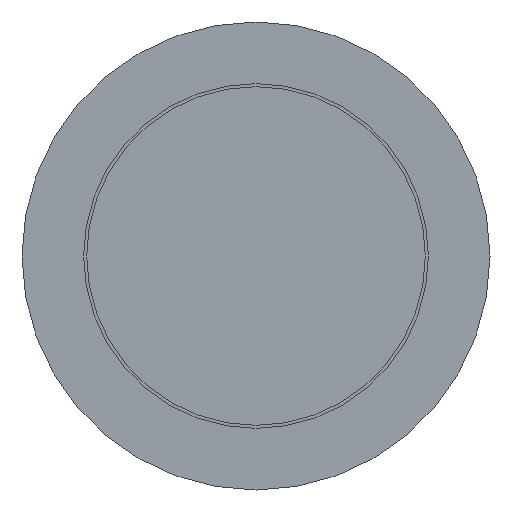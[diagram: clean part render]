
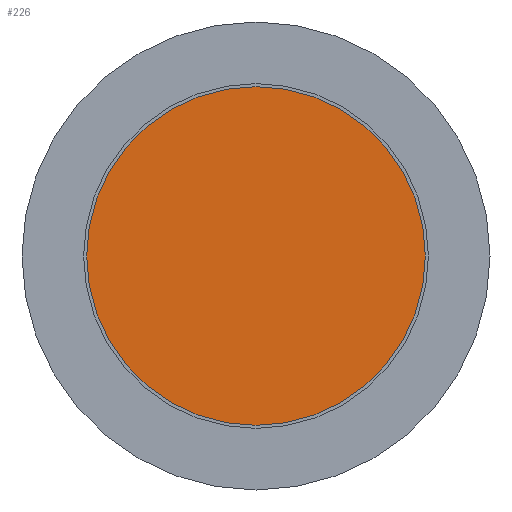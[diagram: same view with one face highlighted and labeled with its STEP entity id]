
A CAD part, front view. The second image highlights one B-rep face of the part: STEP entity #226.
In plain terms, the highlighted planar face has unit normal (0, -1, 0).
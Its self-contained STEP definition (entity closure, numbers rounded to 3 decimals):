
#6 = EDGE_CURVE ( 'NONE', #201, #201, #195, .T. ) ;
#22 = EDGE_LOOP ( 'NONE', ( #345 ) ) ;
#24 = DIRECTION ( 'NONE',  ( 0., -1., 0. ) ) ;
#44 = DIRECTION ( 'NONE',  ( 0., 1., 0. ) ) ;
#79 = CARTESIAN_POINT ( 'NONE',  ( 0., 0., -13.75 ) ) ;
#127 = CARTESIAN_POINT ( 'NONE',  ( -13.75, 0., 0. ) ) ;
#133 = AXIS2_PLACEMENT_3D ( 'NONE', #127, #44, #211 ) ;
#161 = FACE_OUTER_BOUND ( 'NONE', #22, .T. ) ;
#186 = AXIS2_PLACEMENT_3D ( 'NONE', #368, #24, #417 ) ;
#195 = CIRCLE ( 'NONE', #186, 13.75 ) ;
#201 = VERTEX_POINT ( 'NONE', #79 ) ;
#211 = DIRECTION ( 'NONE',  ( 0., 0., 1. ) ) ;
#226 = ADVANCED_FACE ( 'NONE', ( #161 ), #254, .F. ) ;
#254 = PLANE ( 'NONE',  #133 ) ;
#345 = ORIENTED_EDGE ( 'NONE', *, *, #6, .T. ) ;
#368 = CARTESIAN_POINT ( 'NONE',  ( 0., 0., 0. ) ) ;
#417 = DIRECTION ( 'NONE',  ( 0., 0., -1. ) ) ;
